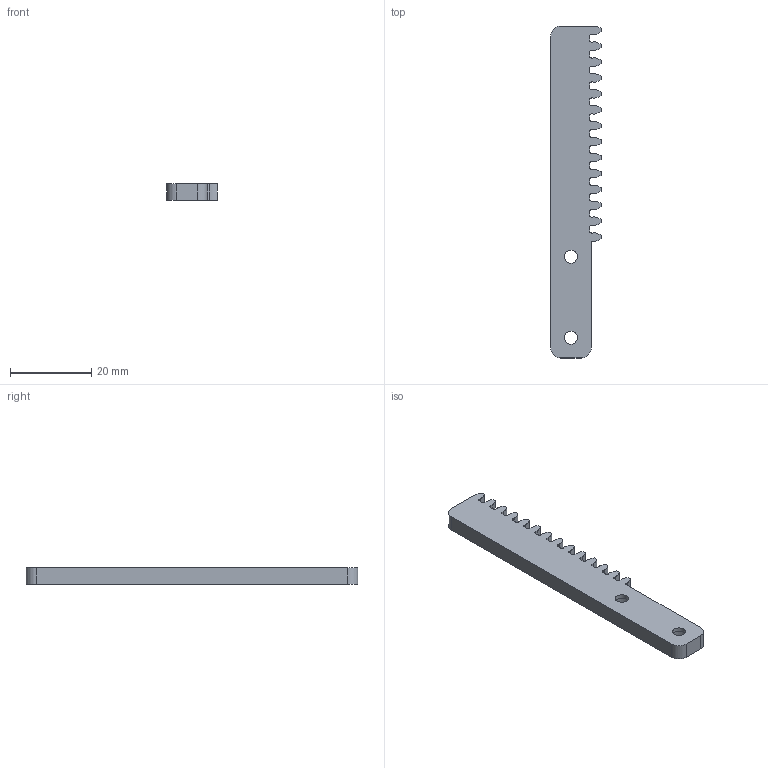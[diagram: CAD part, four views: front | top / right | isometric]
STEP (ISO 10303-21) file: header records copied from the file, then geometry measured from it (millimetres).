
FILE_DESCRIPTION(/* description */ (''),/* implementation_level */ '2;1');
FILE_NAME(/* name */ 'gear-rack_v0.1.0.step',/* time_stamp */ '2025-09-23T16:11:41+02:00',/* author */ (''),/* organization */ (''),/* preprocessor_version */ 'ST-DEVELOPER v20.1',/* originating_system */ 'Autodesk Translation Framework v14.10.0.0',/* authorisation */ '');
FILE_SCHEMA (('AUTOMOTIVE_DESIGN { 1 0 10303 214 3 1 1 }'));
Length unit declared in the file: millimetre
Products named in the file (1): Zahnstange v0.2
Bounding box: 12.5 x 81.94 x 4 mm (x, y, z)
Volume: 3287.1 mm3; surface area: 2803.6 mm2
Topology: 1 solids, 1 shells, 124 faces, 360 edges, 240 vertices
Faces by surface type: cylinder 48, plane 48, bspline 28
Full cylindrical faces by diameter (mm): 3.2 x2, 6 x2
Entity records: 12166 total; most frequent: CARTESIAN_POINT 9041, ORIENTED_EDGE 720, DIRECTION 594, EDGE_CURVE 360, VERTEX_POINT 240, LINE 208, VECTOR 208, AXIS2_PLACEMENT_3D 193
